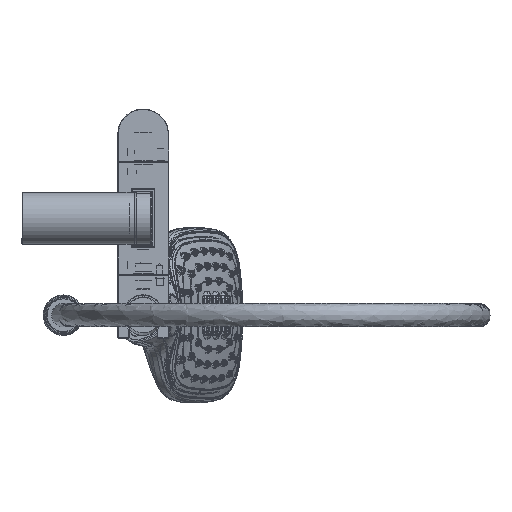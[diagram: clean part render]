
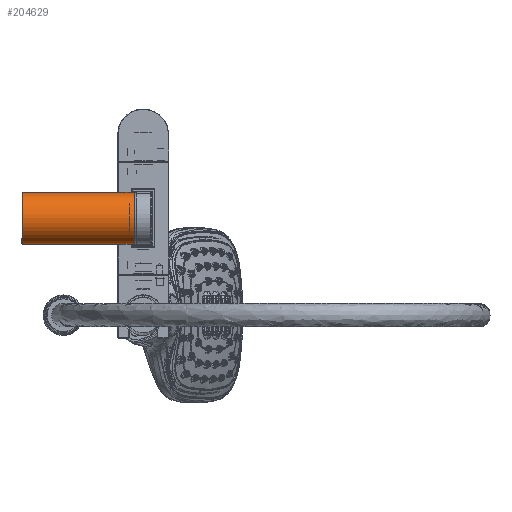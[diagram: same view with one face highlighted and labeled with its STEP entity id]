
A CAD part, front view. The second image highlights one B-rep face of the part: STEP entity #204629.
In plain terms, the highlighted cylindrical face has radius 14.75 mm (diameter 29.5 mm), a full revolution.
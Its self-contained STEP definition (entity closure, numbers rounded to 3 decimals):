
#2714 = ORIENTED_EDGE ( 'NONE', *, *, #83180, .T. ) ;
#3774 = B_SPLINE_CURVE_WITH_KNOTS ( 'NONE', 3,
 ( #107535, #239761, #210956, #34496, #110872, #137973, #238084, #314444, #325714, #261856, #265218, #214292, #82071, #185531, #163424, #316121, #241406, #56626, #317787, #58300, #32855, #165068, #144190, #247652, #87082, #85427, #188873, #190547, #9068, #215952, #293991, #319453, #15301, #118791, #307347, #325208, #247163, #94509, #9806, #170806, #145374, #274283, #36892, #35225, #38563, #40223, #216705, #41905, #138715, #248830, #321862, #13144, #119967, #242146, #320197, #67364 ),
 .UNSPECIFIED., .T., .F.,
 ( 4, 2, 2, 2, 2, 2, 2, 2, 2, 2, 2, 2, 2, 2, 2, 2, 2, 2, 2, 2, 2, 2, 2, 2, 2, 2, 2, 4 ),
 ( 0., 0., 0.001, 0.001, 0.002, 0.002, 0.003, 0.004, 0.004, 0.005, 0.005, 0.005, 0.006, 0.006, 0.007, 0.007, 0.008, 0.008, 0.009, 0.009, 0.009, 0.01, 0.01, 0.011, 0.011, 0.012, 0.012, 0.013 ),
 .UNSPECIFIED. ) ;
#6279 = DIRECTION ( 'NONE',  ( 0., 0., -1. ) ) ;
#9068 = CARTESIAN_POINT ( 'NONE',  ( -57.4, -570.25, -0.138 ) ) ;
#9806 = CARTESIAN_POINT ( 'NONE',  ( -58.567, -570.371, 1.886 ) ) ;
#11542 = VERTEX_POINT ( 'NONE', #247224 ) ;
#13144 = CARTESIAN_POINT ( 'NONE',  ( -61.177, -570.305, 1.293 ) ) ;
#15301 = CARTESIAN_POINT ( 'NONE',  ( -57.677, -570.287, 1.052 ) ) ;
#26640 = AXIS2_PLACEMENT_3D ( 'NONE', #268072, #237623, #190087 ) ;
#32855 = CARTESIAN_POINT ( 'NONE',  ( -58.114, -570.335, -1.583 ) ) ;
#34496 = CARTESIAN_POINT ( 'NONE',  ( -61.533, -570.259, -0.544 ) ) ;
#35225 = CARTESIAN_POINT ( 'NONE',  ( -59.637, -570.4, 2.1 ) ) ;
#36698 = CYLINDRICAL_SURFACE ( 'NONE', #154889, 14.75 ) ;
#36892 = CARTESIAN_POINT ( 'NONE',  ( -59.359, -570.4, 2.1 ) ) ;
#37502 = CIRCLE ( 'NONE', #183773, 14.75 ) ;
#38563 = CARTESIAN_POINT ( 'NONE',  ( -59.774, -570.398, 2.087 ) ) ;
#40223 = CARTESIAN_POINT ( 'NONE',  ( -60.042, -570.391, 2.033 ) ) ;
#41905 = CARTESIAN_POINT ( 'NONE',  ( -60.43, -570.371, 1.888 ) ) ;
#56626 = CARTESIAN_POINT ( 'NONE',  ( -58.57, -570.371, -1.888 ) ) ;
#58300 = CARTESIAN_POINT ( 'NONE',  ( -58.22, -570.345, -1.67 ) ) ;
#58860 = CARTESIAN_POINT ( 'NONE',  ( -64., -585., 0. ) ) ;
#67364 = CARTESIAN_POINT ( 'NONE',  ( -61.6, -570.25, 0. ) ) ;
#82071 = CARTESIAN_POINT ( 'NONE',  ( -59.775, -570.4, -2.1 ) ) ;
#83180 = EDGE_CURVE ( 'NONE', #11542, #11542, #319165, .T. ) ;
#85427 = CARTESIAN_POINT ( 'NONE',  ( -57.508, -570.265, -0.678 ) ) ;
#87082 = CARTESIAN_POINT ( 'NONE',  ( -57.613, -570.279, -0.932 ) ) ;
#89296 = DIRECTION ( 'NONE',  ( 1., 0., 0. ) ) ;
#89558 = VERTEX_POINT ( 'NONE', #192995 ) ;
#94509 = CARTESIAN_POINT ( 'NONE',  ( -58.446, -570.363, 1.822 ) ) ;
#107535 = CARTESIAN_POINT ( 'NONE',  ( -61.6, -570.25, 0. ) ) ;
#110872 = CARTESIAN_POINT ( 'NONE',  ( -61.492, -570.265, -0.678 ) ) ;
#118519 = EDGE_CURVE ( 'NONE', #89558, #89558, #3774, .T. ) ;
#118791 = CARTESIAN_POINT ( 'NONE',  ( -57.83, -570.305, 1.281 ) ) ;
#119967 = CARTESIAN_POINT ( 'NONE',  ( -61.334, -570.286, 1.059 ) ) ;
#137973 = CARTESIAN_POINT ( 'NONE',  ( -61.387, -570.279, -0.932 ) ) ;
#138715 = CARTESIAN_POINT ( 'NONE',  ( -60.551, -570.363, 1.823 ) ) ;
#144190 = CARTESIAN_POINT ( 'NONE',  ( -57.831, -570.305, -1.282 ) ) ;
#145374 = CARTESIAN_POINT ( 'NONE',  ( -58.954, -570.391, 2.032 ) ) ;
#154889 = AXIS2_PLACEMENT_3D ( 'NONE', #58860, #89296, #6279 ) ;
#155830 = DIRECTION ( 'NONE',  ( 0., 0., 1. ) ) ;
#163424 = CARTESIAN_POINT ( 'NONE',  ( -59.225, -570.398, -2.086 ) ) ;
#165068 = CARTESIAN_POINT ( 'NONE',  ( -57.918, -570.315, -1.388 ) ) ;
#170806 = CARTESIAN_POINT ( 'NONE',  ( -58.821, -570.385, 1.992 ) ) ;
#183773 = AXIS2_PLACEMENT_3D ( 'NONE', #262627, #232158, #155830 ) ;
#185531 = CARTESIAN_POINT ( 'NONE',  ( -59.364, -570.4, -2.1 ) ) ;
#188873 = CARTESIAN_POINT ( 'NONE',  ( -57.468, -570.26, -0.547 ) ) ;
#190087 = DIRECTION ( 'NONE',  ( 0., 0., 1. ) ) ;
#190547 = CARTESIAN_POINT ( 'NONE',  ( -57.414, -570.252, -0.277 ) ) ;
#192995 = CARTESIAN_POINT ( 'NONE',  ( -61.6, -570.25, 0. ) ) ;
#204629 = ADVANCED_FACE ( 'NONE', ( #321665, #216512, #269080 ), #36698, .T. ) ;
#210956 = CARTESIAN_POINT ( 'NONE',  ( -61.586, -570.252, -0.275 ) ) ;
#214292 = CARTESIAN_POINT ( 'NONE',  ( -60.052, -570.392, -2.045 ) ) ;
#215952 = CARTESIAN_POINT ( 'NONE',  ( -57.4, -570.25, 0.273 ) ) ;
#216512 = FACE_OUTER_BOUND ( 'NONE', #247248, .T. ) ;
#216705 = CARTESIAN_POINT ( 'NONE',  ( -60.176, -570.385, 1.993 ) ) ;
#227100 = ORIENTED_EDGE ( 'NONE', *, *, #325337, .T. ) ;
#231756 = VERTEX_POINT ( 'NONE', #306446 ) ;
#232158 = DIRECTION ( 'NONE',  ( -1., 0., 0. ) ) ;
#237623 = DIRECTION ( 'NONE',  ( 1., 0., 0. ) ) ;
#238084 = CARTESIAN_POINT ( 'NONE',  ( -61.322, -570.287, -1.052 ) ) ;
#239761 = CARTESIAN_POINT ( 'NONE',  ( -61.6, -570.25, -0.139 ) ) ;
#241406 = CARTESIAN_POINT ( 'NONE',  ( -58.824, -570.385, -1.993 ) ) ;
#242146 = CARTESIAN_POINT ( 'NONE',  ( -61.544, -570.258, 0.554 ) ) ;
#247163 = CARTESIAN_POINT ( 'NONE',  ( -58.218, -570.345, 1.669 ) ) ;
#247224 = CARTESIAN_POINT ( 'NONE',  ( -63.8, -585., 14.75 ) ) ;
#247248 = EDGE_LOOP ( 'NONE', ( #227100 ) ) ;
#247652 = CARTESIAN_POINT ( 'NONE',  ( -57.679, -570.287, -1.055 ) ) ;
#248830 = CARTESIAN_POINT ( 'NONE',  ( -60.779, -570.345, 1.671 ) ) ;
#248933 = ORIENTED_EDGE ( 'NONE', *, *, #118519, .T. ) ;
#261856 = CARTESIAN_POINT ( 'NONE',  ( -60.791, -570.345, -1.679 ) ) ;
#262627 = CARTESIAN_POINT ( 'NONE',  ( -0.2, -585., 0. ) ) ;
#265218 = CARTESIAN_POINT ( 'NONE',  ( -60.557, -570.364, -1.835 ) ) ;
#268072 = CARTESIAN_POINT ( 'NONE',  ( -63.8, -585., 0. ) ) ;
#269080 = FACE_BOUND ( 'NONE', #291277, .T. ) ;
#274283 = CARTESIAN_POINT ( 'NONE',  ( -59.223, -570.398, 2.086 ) ) ;
#291277 = EDGE_LOOP ( 'NONE', ( #248933 ) ) ;
#293991 = CARTESIAN_POINT ( 'NONE',  ( -57.455, -570.258, 0.55 ) ) ;
#299216 = EDGE_LOOP ( 'NONE', ( #2714 ) ) ;
#306446 = CARTESIAN_POINT ( 'NONE',  ( -0.2, -585., 14.75 ) ) ;
#307347 = CARTESIAN_POINT ( 'NONE',  ( -57.917, -570.315, 1.387 ) ) ;
#314444 = CARTESIAN_POINT ( 'NONE',  ( -61.17, -570.305, -1.281 ) ) ;
#316121 = CARTESIAN_POINT ( 'NONE',  ( -58.955, -570.391, -2.033 ) ) ;
#317787 = CARTESIAN_POINT ( 'NONE',  ( -58.447, -570.363, -1.822 ) ) ;
#319165 = CIRCLE ( 'NONE', #26640, 14.75 ) ;
#319453 = CARTESIAN_POINT ( 'NONE',  ( -57.612, -570.279, 0.929 ) ) ;
#320197 = CARTESIAN_POINT ( 'NONE',  ( -61.6, -570.25, 0.278 ) ) ;
#321665 = FACE_OUTER_BOUND ( 'NONE', #299216, .T. ) ;
#321862 = CARTESIAN_POINT ( 'NONE',  ( -60.887, -570.335, 1.583 ) ) ;
#325208 = CARTESIAN_POINT ( 'NONE',  ( -58.11, -570.335, 1.58 ) ) ;
#325337 = EDGE_CURVE ( 'NONE', #231756, #231756, #37502, .T. ) ;
#325714 = CARTESIAN_POINT ( 'NONE',  ( -61.081, -570.315, -1.388 ) ) ;
